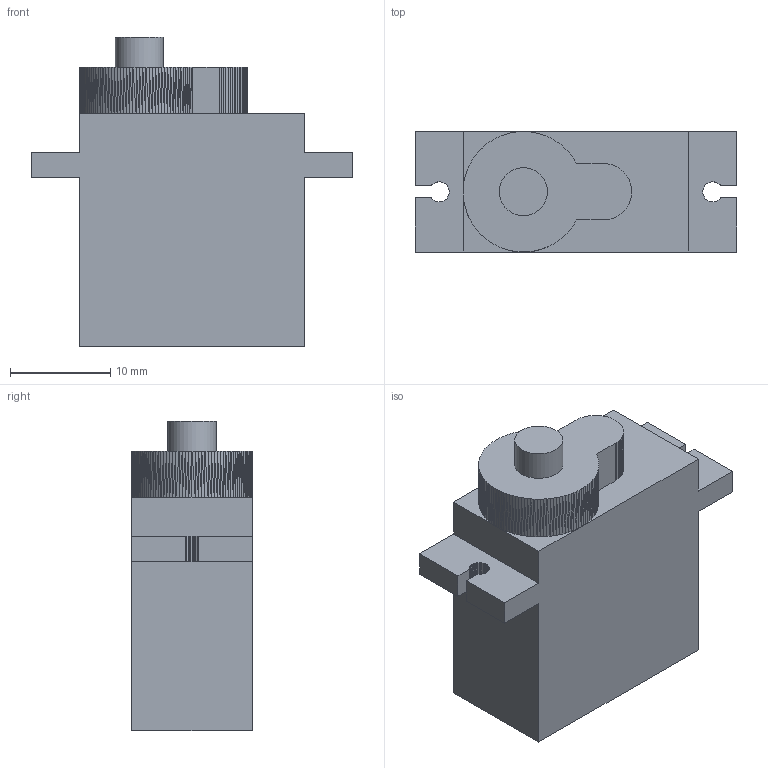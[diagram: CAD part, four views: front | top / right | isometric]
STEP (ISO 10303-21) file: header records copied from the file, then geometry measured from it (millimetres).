
FILE_DESCRIPTION(('STEP AP242'), '1');
FILE_NAME('ñåðâà', '', ('UNSPECIFIED'), ('UNSPECIFIED'), 'C3D Converter', 'C3D Toolkit', '');
FILE_SCHEMA(('AP242_MANAGED_MODEL_BASED_3D_ENGINEERING_MIM_LF { 1 0 10303 442 1 1 4 }'));
Length unit declared in the file: millimetre
Products named in the file (1):  ВО
Bounding box: 32.1 x 12 x 30.9 mm (x, y, z)
Volume: 7242.8 mm3; surface area: 2698.6 mm2
Topology: 1 solids, 1 shells, 339 faces, 806 edges, 470 vertices
Faces by surface type: plane 338, cylinder 1
Full cylindrical faces by diameter (mm): 4.8 x1
Entity records: 9341 total; most frequent: CARTESIAN_POINT 1615, ORIENTED_EDGE 1610, DIRECTION 1487, EDGE_CURVE 805, LINE 803, VECTOR 803, VERTEX_POINT 470, AXIS2_PLACEMENT_3D 342
